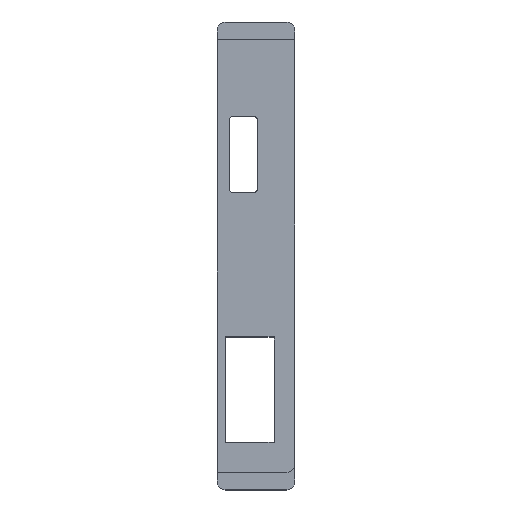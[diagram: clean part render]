
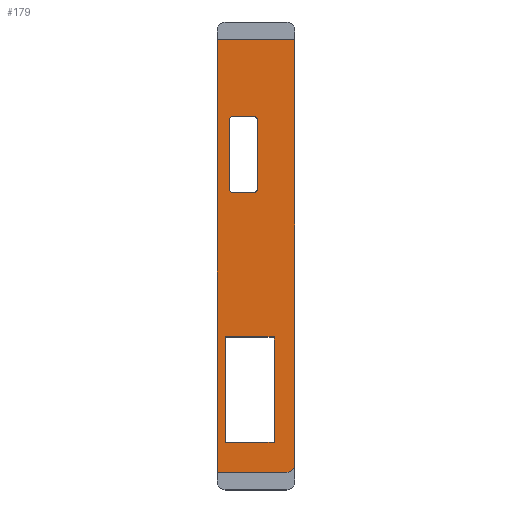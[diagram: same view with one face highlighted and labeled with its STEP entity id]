
A CAD part, top view. The second image highlights one B-rep face of the part: STEP entity #179.
In plain terms, the highlighted planar face has unit normal (0, 0, 1).
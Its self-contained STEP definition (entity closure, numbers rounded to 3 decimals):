
#27=CARTESIAN_POINT('',(0.,0.,1.));
#28=DIRECTION('',(0.,0.,1.));
#29=DIRECTION('',(1.,0.,0.));
#30=AXIS2_PLACEMENT_3D('',#27,#28,#29);
#31=PLANE('',#30);
#32=CARTESIAN_POINT('',(14.136,3.411,1.));
#33=VERTEX_POINT('',#32);
#34=CARTESIAN_POINT('',(5.336,3.411,1.));
#35=VERTEX_POINT('',#34);
#36=CARTESIAN_POINT('',(14.136,3.411,1.));
#37=DIRECTION('',(-1.,-0.,0.));
#38=VECTOR('',#37,8.8);
#39=LINE('',#36,#38);
#40=EDGE_CURVE('',#33,#35,#39,.T.);
#41=ORIENTED_EDGE('',*,*,#40,.F.);
#42=CARTESIAN_POINT('',(15.136,4.411,1.));
#43=VERTEX_POINT('',#42);
#44=CARTESIAN_POINT('',(14.136,4.411,1.));
#45=DIRECTION('',(0.,0.,1.));
#46=DIRECTION('',(1.,0.,-0.));
#47=AXIS2_PLACEMENT_3D('',#44,#45,#46);
#48=CIRCLE('',#47,1.);
#49=EDGE_CURVE('',#33,#43,#48,.T.);
#50=ORIENTED_EDGE('',*,*,#49,.T.);
#51=CARTESIAN_POINT('',(15.136,58.411,1.));
#52=VERTEX_POINT('',#51);
#53=CARTESIAN_POINT('',(15.136,58.411,1.));
#54=DIRECTION('',(0.,-1.,0.));
#55=VECTOR('',#54,54.);
#56=LINE('',#53,#55);
#57=EDGE_CURVE('',#52,#43,#56,.T.);
#58=ORIENTED_EDGE('',*,*,#57,.F.);
#59=CARTESIAN_POINT('',(5.336,58.411,1.));
#60=VERTEX_POINT('',#59);
#61=CARTESIAN_POINT('',(5.336,58.411,1.));
#62=DIRECTION('',(1.,0.,-0.));
#63=VECTOR('',#62,9.8);
#64=LINE('',#61,#63);
#65=EDGE_CURVE('',#60,#52,#64,.T.);
#66=ORIENTED_EDGE('',*,*,#65,.F.);
#67=CARTESIAN_POINT('',(5.336,3.411,1.));
#68=DIRECTION('',(0.,1.,0.));
#69=VECTOR('',#68,55.);
#70=LINE('',#67,#69);
#71=EDGE_CURVE('',#35,#60,#70,.T.);
#72=ORIENTED_EDGE('',*,*,#71,.F.);
#73=EDGE_LOOP('',(#41,#50,#58,#66,#72));
#74=FACE_BOUND('',#73,.T.);
#75=CARTESIAN_POINT('',(6.336,20.611,1.));
#76=VERTEX_POINT('',#75);
#77=CARTESIAN_POINT('',(12.536,20.611,1.));
#78=VERTEX_POINT('',#77);
#79=CARTESIAN_POINT('',(6.336,20.611,1.));
#80=DIRECTION('',(1.,0.,-0.));
#81=VECTOR('',#80,6.2);
#82=LINE('',#79,#81);
#83=EDGE_CURVE('',#76,#78,#82,.T.);
#84=ORIENTED_EDGE('',*,*,#83,.T.);
#85=CARTESIAN_POINT('',(12.536,7.211,1.));
#86=VERTEX_POINT('',#85);
#87=CARTESIAN_POINT('',(12.536,20.611,1.));
#88=DIRECTION('',(0.,-1.,0.));
#89=VECTOR('',#88,13.4);
#90=LINE('',#87,#89);
#91=EDGE_CURVE('',#78,#86,#90,.T.);
#92=ORIENTED_EDGE('',*,*,#91,.T.);
#93=CARTESIAN_POINT('',(6.336,7.211,1.));
#94=VERTEX_POINT('',#93);
#95=CARTESIAN_POINT('',(12.536,7.211,1.));
#96=DIRECTION('',(-1.,-0.,0.));
#97=VECTOR('',#96,6.2);
#98=LINE('',#95,#97);
#99=EDGE_CURVE('',#86,#94,#98,.T.);
#100=ORIENTED_EDGE('',*,*,#99,.T.);
#101=CARTESIAN_POINT('',(6.336,7.211,1.));
#102=DIRECTION('',(-0.,1.,0.));
#103=VECTOR('',#102,13.4);
#104=LINE('',#101,#103);
#105=EDGE_CURVE('',#94,#76,#104,.T.);
#106=ORIENTED_EDGE('',*,*,#105,.T.);
#107=EDGE_LOOP('',(#84,#92,#100,#106));
#108=FACE_BOUND('',#107,.T.);
#109=CARTESIAN_POINT('',(6.836,39.429,1.));
#110=VERTEX_POINT('',#109);
#111=CARTESIAN_POINT('',(6.836,48.161,1.));
#112=VERTEX_POINT('',#111);
#113=CARTESIAN_POINT('',(6.836,39.429,1.));
#114=DIRECTION('',(-0.,1.,0.));
#115=VECTOR('',#114,8.732);
#116=LINE('',#113,#115);
#117=EDGE_CURVE('',#110,#112,#116,.T.);
#118=ORIENTED_EDGE('',*,*,#117,.T.);
#119=CARTESIAN_POINT('',(7.336,48.661,1.));
#120=VERTEX_POINT('',#119);
#121=CARTESIAN_POINT('',(7.336,48.161,1.));
#122=DIRECTION('',(-0.,-0.,-1.));
#123=DIRECTION('',(1.,0.,-0.));
#124=AXIS2_PLACEMENT_3D('',#121,#122,#123);
#125=CIRCLE('',#124,0.5);
#126=EDGE_CURVE('',#112,#120,#125,.T.);
#127=ORIENTED_EDGE('',*,*,#126,.T.);
#128=CARTESIAN_POINT('',(9.913,48.661,1.));
#129=VERTEX_POINT('',#128);
#130=CARTESIAN_POINT('',(7.336,48.661,1.));
#131=DIRECTION('',(1.,0.,0.));
#132=VECTOR('',#131,2.577);
#133=LINE('',#130,#132);
#134=EDGE_CURVE('',#120,#129,#133,.T.);
#135=ORIENTED_EDGE('',*,*,#134,.T.);
#136=CARTESIAN_POINT('',(10.413,48.161,1.));
#137=VERTEX_POINT('',#136);
#138=CARTESIAN_POINT('',(9.913,48.161,1.));
#139=DIRECTION('',(-0.,-0.,-1.));
#140=DIRECTION('',(1.,0.,-0.));
#141=AXIS2_PLACEMENT_3D('',#138,#139,#140);
#142=CIRCLE('',#141,0.5);
#143=EDGE_CURVE('',#129,#137,#142,.T.);
#144=ORIENTED_EDGE('',*,*,#143,.T.);
#145=CARTESIAN_POINT('',(10.413,39.429,1.));
#146=VERTEX_POINT('',#145);
#147=CARTESIAN_POINT('',(10.413,48.161,1.));
#148=DIRECTION('',(0.,-1.,0.));
#149=VECTOR('',#148,8.732);
#150=LINE('',#147,#149);
#151=EDGE_CURVE('',#137,#146,#150,.T.);
#152=ORIENTED_EDGE('',*,*,#151,.T.);
#153=CARTESIAN_POINT('',(9.913,38.929,1.));
#154=VERTEX_POINT('',#153);
#155=CARTESIAN_POINT('',(9.913,39.429,1.));
#156=DIRECTION('',(-0.,-0.,-1.));
#157=DIRECTION('',(1.,0.,-0.));
#158=AXIS2_PLACEMENT_3D('',#155,#156,#157);
#159=CIRCLE('',#158,0.5);
#160=EDGE_CURVE('',#146,#154,#159,.T.);
#161=ORIENTED_EDGE('',*,*,#160,.T.);
#162=CARTESIAN_POINT('',(7.336,38.929,1.));
#163=VERTEX_POINT('',#162);
#164=CARTESIAN_POINT('',(9.913,38.929,1.));
#165=DIRECTION('',(-1.,0.,0.));
#166=VECTOR('',#165,2.577);
#167=LINE('',#164,#166);
#168=EDGE_CURVE('',#154,#163,#167,.T.);
#169=ORIENTED_EDGE('',*,*,#168,.T.);
#170=CARTESIAN_POINT('',(7.336,39.429,1.));
#171=DIRECTION('',(-0.,-0.,-1.));
#172=DIRECTION('',(1.,0.,-0.));
#173=AXIS2_PLACEMENT_3D('',#170,#171,#172);
#174=CIRCLE('',#173,0.5);
#175=EDGE_CURVE('',#163,#110,#174,.T.);
#176=ORIENTED_EDGE('',*,*,#175,.T.);
#177=EDGE_LOOP('',(#118,#127,#135,#144,#152,#161,#169,#176));
#178=FACE_BOUND('',#177,.T.);
#179=ADVANCED_FACE('',(#74,#108,#178),#31,.T.);
